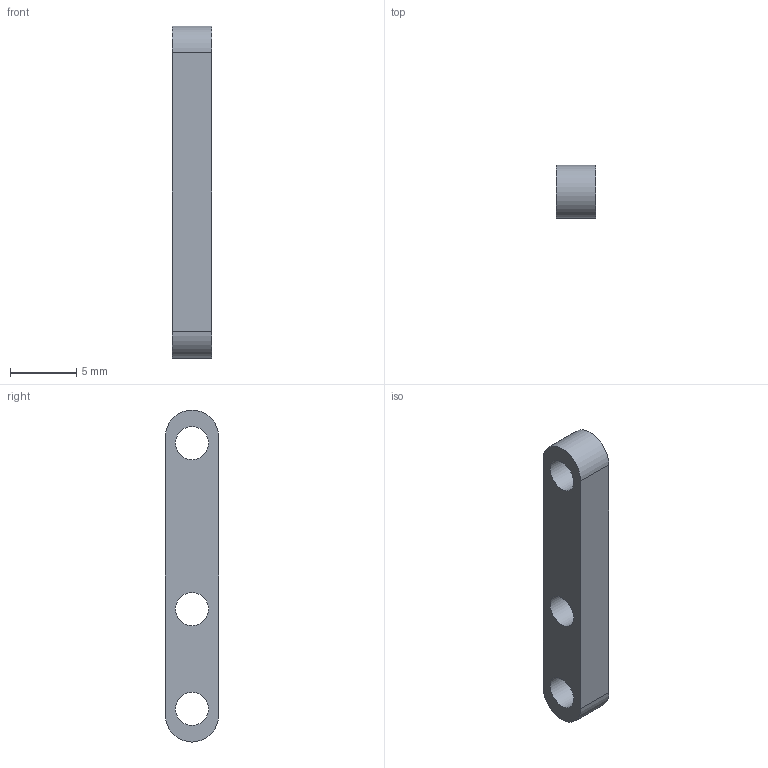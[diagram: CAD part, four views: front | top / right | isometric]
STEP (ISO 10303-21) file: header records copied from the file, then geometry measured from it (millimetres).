
FILE_DESCRIPTION(/* description */ (''),/* implementation_level */ '2;1');
FILE_NAME(/* name */ 'gripper-arm-connector-1.stp',/* time_stamp */ '2023-07-12T16:02:01+05:30',/* author */ ('hrush'),/* organization */ (''),/* preprocessor_version */ 'ST-DEVELOPER v19',/* originating_system */ 'Autodesk Inventor 2023',/* authorisation */ '');
FILE_SCHEMA (('AUTOMOTIVE_DESIGN { 1 0 10303 214 3 1 1 }'));
Length unit declared in the file: centimetre
Products named in the file (1): gripper-arm-connector-1
Bounding box: 3 x 4 x 25 mm (x, y, z)
Volume: 245.5 mm3; surface area: 398.1 mm2
Topology: 1 solids, 1 shells, 9 faces, 21 edges, 14 vertices
Faces by surface type: cylinder 5, plane 4
Full cylindrical faces by diameter (mm): 2.5 x3
Entity records: 320 total; most frequent: DIRECTION 51, CARTESIAN_POINT 45, ORIENTED_EDGE 42, EDGE_CURVE 21, AXIS2_PLACEMENT_3D 20, EDGE_LOOP 15, VERTEX_POINT 14, LINE 11
